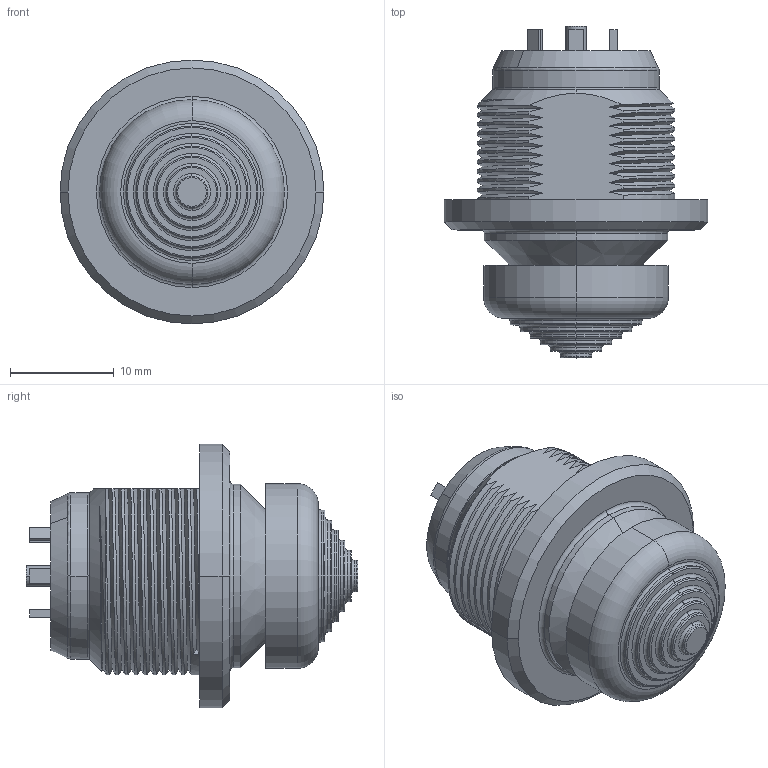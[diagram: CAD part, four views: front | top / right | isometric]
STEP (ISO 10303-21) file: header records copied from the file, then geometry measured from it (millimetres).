
FILE_DESCRIPTION((''),'2;1');
FILE_NAME('04J-AP-C01','2016-10-03T',('sbuenzli'),(''),'PRO/ENGINEER BY PARAMETRIC TECHNOLOGY CORPORATION, 2011490','PRO/ENGINEER BY PARAMETRIC TECHNOLOGY CORPORATION, 2011490','');
FILE_SCHEMA(('CONFIG_CONTROL_DESIGN'));
Length unit declared in the file: inch
Products named in the file (1): 04J-AP-C01
Bounding box: 25.4 x 31.94 x 25.4 mm (x, y, z)
Surface area: 4105.3 mm2 (no closed solid volume)
Topology: 0 solids, 14 shells, 226 faces, 726 edges, 526 vertices
Faces by surface type: plane 70, torus 55, cylinder 47, cone 28, bspline 26
Entity records: 21430 total; most frequent: CARTESIAN_POINT 15217, ORIENTED_EDGE 1233, DIRECTION 1215, EDGE_CURVE 726, VERTEX_POINT 526, AXIS2_PLACEMENT_3D 438, VECTOR 339, LINE 339
